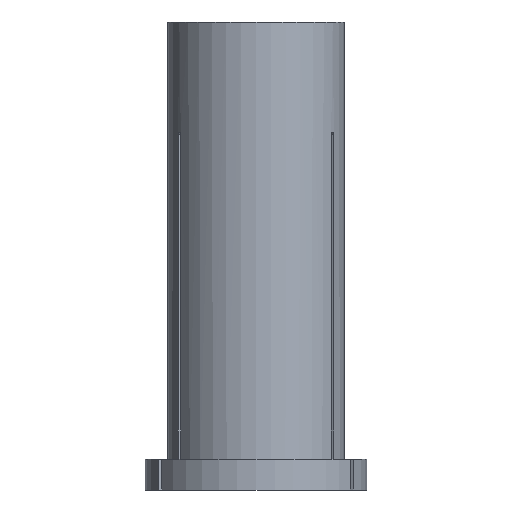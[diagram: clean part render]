
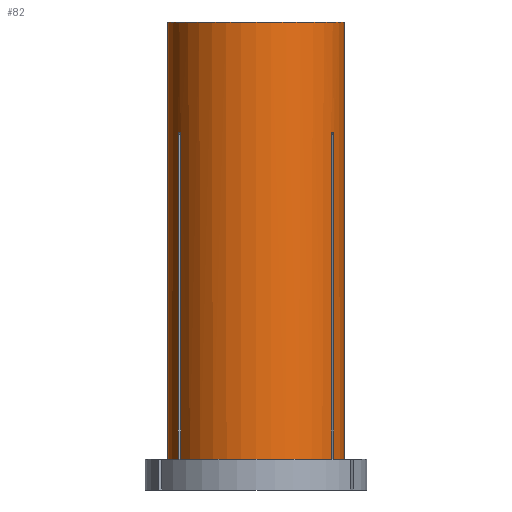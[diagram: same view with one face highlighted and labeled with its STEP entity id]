
A CAD part, front view. The second image highlights one B-rep face of the part: STEP entity #82.
In plain terms, the highlighted cylindrical face has radius 10 mm (diameter 20 mm), a partial arc.
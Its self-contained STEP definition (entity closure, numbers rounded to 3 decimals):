
#10 = EDGE_CURVE ( 'NONE', #1328, #315, #560, .T. ) ;
#13 = CARTESIAN_POINT ( 'NONE',  ( 8.506, -5.258, -12.505 ) ) ;
#46 = DIRECTION ( 'NONE',  ( 0., 0., 1. ) ) ;
#51 = EDGE_CURVE ( 'NONE', #1253, #1273, #810, .T. ) ;
#82 = ADVANCED_FACE ( 'NONE', ( #804 ), #1347, .T. ) ;
#94 = DIRECTION ( 'NONE',  ( 1., 0., 0. ) ) ;
#96 = ORIENTED_EDGE ( 'NONE', *, *, #1244, .F. ) ;
#109 = CARTESIAN_POINT ( 'NONE',  ( -10., 0., -49.4 ) ) ;
#131 = DIRECTION ( 'NONE',  ( 0., 0., 1. ) ) ;
#149 = LINE ( 'NONE', #793, #1267 ) ;
#151 = VERTEX_POINT ( 'NONE', #729 ) ;
#168 = VERTEX_POINT ( 'NONE', #13 ) ;
#172 = VECTOR ( 'NONE', #1270, 1000. ) ;
#203 = LINE ( 'NONE', #403, #172 ) ;
#244 = VERTEX_POINT ( 'NONE', #636 ) ;
#246 = DIRECTION ( 'NONE',  ( 0., 0., 1. ) ) ;
#247 = CARTESIAN_POINT ( 'NONE',  ( 8.806, -4.738, 0. ) ) ;
#248 = AXIS2_PLACEMENT_3D ( 'NONE', #1250, #593, #1356 ) ;
#265 = VECTOR ( 'NONE', #46, 1000. ) ;
#268 = EDGE_LOOP ( 'NONE', ( #96, #901, #447, #867, #811, #424, #1325, #331, #708, #463, #902, #643 ) ) ;
#284 = B_SPLINE_CURVE_WITH_KNOTS ( 'NONE', 3,
 ( #1262, #1024, #477, #1241, #587 ),
 .UNSPECIFIED., .F., .F.,
 ( 4, 1, 4 ),
 ( 0.076, 0.076, 0.077 ),
 .UNSPECIFIED. ) ;
#289 = VECTOR ( 'NONE', #1184, 1000. ) ;
#315 = VERTEX_POINT ( 'NONE', #442 ) ;
#331 = ORIENTED_EDGE ( 'NONE', *, *, #1026, .T. ) ;
#344 = CARTESIAN_POINT ( 'NONE',  ( -8.661, -5.001, -12.498 ) ) ;
#345 = VERTEX_POINT ( 'NONE', #979 ) ;
#352 = CARTESIAN_POINT ( 'NONE',  ( -8.759, -4.826, -12.501 ) ) ;
#365 = VERTEX_POINT ( 'NONE', #993 ) ;
#367 = VECTOR ( 'NONE', #131, 1000. ) ;
#387 = AXIS2_PLACEMENT_3D ( 'NONE', #990, #246, #874 ) ;
#403 = CARTESIAN_POINT ( 'NONE',  ( -8.806, -4.738, 0. ) ) ;
#404 = LINE ( 'NONE', #247, #367 ) ;
#415 = EDGE_CURVE ( 'NONE', #151, #669, #1088, .T. ) ;
#417 = EDGE_CURVE ( 'NONE', #1236, #1273, #1319, .T. ) ;
#424 = ORIENTED_EDGE ( 'NONE', *, *, #910, .T. ) ;
#427 = CARTESIAN_POINT ( 'NONE',  ( -10., 0., 0. ) ) ;
#442 = CARTESIAN_POINT ( 'NONE',  ( -8.806, -4.738, -49.4 ) ) ;
#447 = ORIENTED_EDGE ( 'NONE', *, *, #945, .T. ) ;
#463 = ORIENTED_EDGE ( 'NONE', *, *, #1167, .T. ) ;
#477 = CARTESIAN_POINT ( 'NONE',  ( 8.662, -5.001, -12.498 ) ) ;
#496 = CIRCLE ( 'NONE', #662, 10. ) ;
#507 = CARTESIAN_POINT ( 'NONE',  ( 0., 0., -49.4 ) ) ;
#518 = CARTESIAN_POINT ( 'NONE',  ( -8.506, -5.258, -12.505 ) ) ;
#524 = CARTESIAN_POINT ( 'NONE',  ( 0., 0., 0. ) ) ;
#537 = LINE ( 'NONE', #427, #289 ) ;
#559 = EDGE_CURVE ( 'NONE', #938, #168, #149, .T. ) ;
#560 = CIRCLE ( 'NONE', #387, 10. ) ;
#585 = EDGE_CURVE ( 'NONE', #365, #345, #404, .T. ) ;
#587 = CARTESIAN_POINT ( 'NONE',  ( 8.806, -4.738, -12.505 ) ) ;
#593 = DIRECTION ( 'NONE',  ( 0., 0., 1. ) ) ;
#617 = DIRECTION ( 'NONE',  ( 1., 0., 0. ) ) ;
#636 = CARTESIAN_POINT ( 'NONE',  ( -10., 0., 0. ) ) ;
#637 = CARTESIAN_POINT ( 'NONE',  ( -8.506, -5.258, -49.4 ) ) ;
#643 = ORIENTED_EDGE ( 'NONE', *, *, #872, .F. ) ;
#650 = CARTESIAN_POINT ( 'NONE',  ( -8.559, -5.173, -12.502 ) ) ;
#655 = CARTESIAN_POINT ( 'NONE',  ( -8.506, -5.258, 0. ) ) ;
#662 = AXIS2_PLACEMENT_3D ( 'NONE', #1367, #711, #94 ) ;
#663 = CARTESIAN_POINT ( 'NONE',  ( -8.806, -4.738, -12.505 ) ) ;
#669 = VERTEX_POINT ( 'NONE', #772 ) ;
#708 = ORIENTED_EDGE ( 'NONE', *, *, #585, .F. ) ;
#711 = DIRECTION ( 'NONE',  ( 0., 0., 1. ) ) ;
#729 = CARTESIAN_POINT ( 'NONE',  ( 10., 0., -49.4 ) ) ;
#734 = DIRECTION ( 'NONE',  ( 0., 0., 1. ) ) ;
#737 = CARTESIAN_POINT ( 'NONE',  ( -8.806, -4.738, -12.505 ) ) ;
#750 = AXIS2_PLACEMENT_3D ( 'NONE', #524, #734, #1178 ) ;
#772 = CARTESIAN_POINT ( 'NONE',  ( 10., 0., 0. ) ) ;
#793 = CARTESIAN_POINT ( 'NONE',  ( 8.506, -5.258, 0. ) ) ;
#804 = FACE_OUTER_BOUND ( 'NONE', #268, .T. ) ;
#810 = LINE ( 'NONE', #655, #1073 ) ;
#811 = ORIENTED_EDGE ( 'NONE', *, *, #51, .F. ) ;
#819 = CIRCLE ( 'NONE', #248, 10. ) ;
#867 = ORIENTED_EDGE ( 'NONE', *, *, #417, .T. ) ;
#870 = CARTESIAN_POINT ( 'NONE',  ( 10., 0., 0. ) ) ;
#872 = EDGE_CURVE ( 'NONE', #244, #669, #819, .T. ) ;
#874 = DIRECTION ( 'NONE',  ( 1., 0., 0. ) ) ;
#901 = ORIENTED_EDGE ( 'NONE', *, *, #10, .T. ) ;
#902 = ORIENTED_EDGE ( 'NONE', *, *, #415, .T. ) ;
#910 = EDGE_CURVE ( 'NONE', #1253, #938, #496, .T. ) ;
#938 = VERTEX_POINT ( 'NONE', #1371 ) ;
#945 = EDGE_CURVE ( 'NONE', #315, #1236, #203, .T. ) ;
#979 = CARTESIAN_POINT ( 'NONE',  ( 8.806, -4.738, -12.505 ) ) ;
#990 = CARTESIAN_POINT ( 'NONE',  ( 0., 0., -49.4 ) ) ;
#993 = CARTESIAN_POINT ( 'NONE',  ( 8.806, -4.738, -49.4 ) ) ;
#1024 = CARTESIAN_POINT ( 'NONE',  ( 8.559, -5.172, -12.502 ) ) ;
#1026 = EDGE_CURVE ( 'NONE', #168, #345, #284, .T. ) ;
#1073 = VECTOR ( 'NONE', #1312, 1000. ) ;
#1088 = LINE ( 'NONE', #870, #265 ) ;
#1167 = EDGE_CURVE ( 'NONE', #365, #151, #1214, .T. ) ;
#1178 = DIRECTION ( 'NONE',  ( 1., 0., 0. ) ) ;
#1184 = DIRECTION ( 'NONE',  ( 0., 0., 1. ) ) ;
#1209 = AXIS2_PLACEMENT_3D ( 'NONE', #507, #1272, #617 ) ;
#1214 = CIRCLE ( 'NONE', #1209, 10. ) ;
#1236 = VERTEX_POINT ( 'NONE', #737 ) ;
#1241 = CARTESIAN_POINT ( 'NONE',  ( 8.759, -4.826, -12.502 ) ) ;
#1244 = EDGE_CURVE ( 'NONE', #1328, #244, #537, .T. ) ;
#1246 = DIRECTION ( 'NONE',  ( 0., 0., 1. ) ) ;
#1250 = CARTESIAN_POINT ( 'NONE',  ( 0., 0., 0. ) ) ;
#1253 = VERTEX_POINT ( 'NONE', #637 ) ;
#1262 = CARTESIAN_POINT ( 'NONE',  ( 8.506, -5.258, -12.505 ) ) ;
#1267 = VECTOR ( 'NONE', #1246, 1000. ) ;
#1270 = DIRECTION ( 'NONE',  ( 0., 0., 1. ) ) ;
#1272 = DIRECTION ( 'NONE',  ( 0., 0., 1. ) ) ;
#1273 = VERTEX_POINT ( 'NONE', #1296 ) ;
#1296 = CARTESIAN_POINT ( 'NONE',  ( -8.506, -5.258, -12.505 ) ) ;
#1312 = DIRECTION ( 'NONE',  ( 0., 0., 1. ) ) ;
#1319 = B_SPLINE_CURVE_WITH_KNOTS ( 'NONE', 3,
 ( #663, #352, #344, #650, #518 ),
 .UNSPECIFIED., .F., .F.,
 ( 4, 1, 4 ),
 ( 0.07, 0.071, 0.071 ),
 .UNSPECIFIED. ) ;
#1325 = ORIENTED_EDGE ( 'NONE', *, *, #559, .T. ) ;
#1328 = VERTEX_POINT ( 'NONE', #109 ) ;
#1347 = CYLINDRICAL_SURFACE ( 'NONE', #750, 10. ) ;
#1356 = DIRECTION ( 'NONE',  ( 1., 0., 0. ) ) ;
#1367 = CARTESIAN_POINT ( 'NONE',  ( 0., 0., -49.4 ) ) ;
#1371 = CARTESIAN_POINT ( 'NONE',  ( 8.506, -5.258, -49.4 ) ) ;
